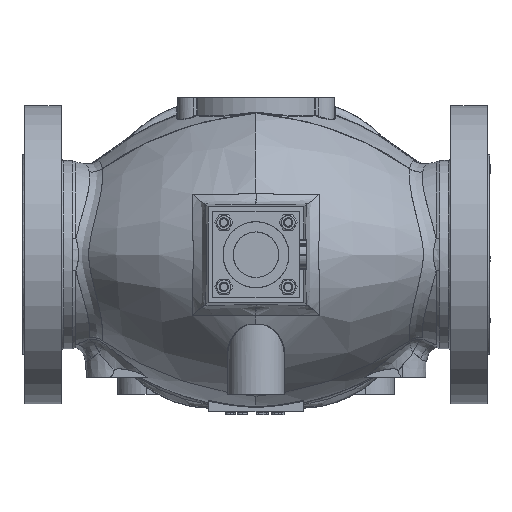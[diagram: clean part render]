
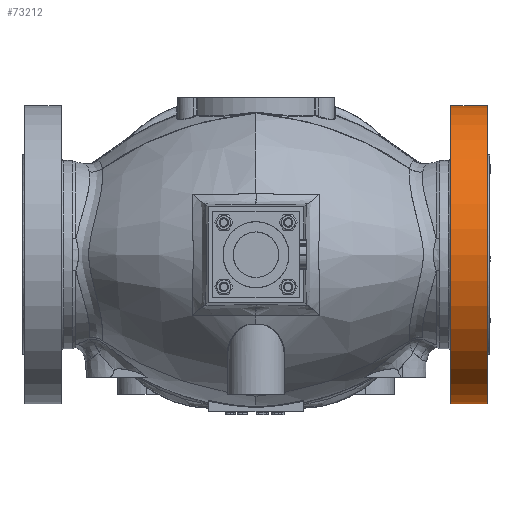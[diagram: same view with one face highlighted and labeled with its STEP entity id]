
A CAD part, front view. The second image highlights one B-rep face of the part: STEP entity #73212.
In plain terms, the highlighted cylindrical face has radius 95 mm (diameter 190 mm), a partial arc.
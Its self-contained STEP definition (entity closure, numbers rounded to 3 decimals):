
#6040 = DIRECTION ( 'NONE',  ( 1., 0., 0. ) ) ;
#8363 = AXIS2_PLACEMENT_3D ( 'NONE', #23302, #36566, #102111 ) ;
#14414 = FACE_OUTER_BOUND ( 'NONE', #36000, .T. ) ;
#15657 = AXIS2_PLACEMENT_3D ( 'NONE', #84839, #6040, #98069 ) ;
#19224 = CIRCLE ( 'NONE', #15657, 95. ) ;
#20398 = CARTESIAN_POINT ( 'NONE',  ( 118.5, 0., 95. ) ) ;
#23302 = CARTESIAN_POINT ( 'NONE',  ( 118.5, 0., 0. ) ) ;
#25953 = CARTESIAN_POINT ( 'NONE',  ( 124., 0., -95. ) ) ;
#29072 = VERTEX_POINT ( 'NONE', #25953 ) ;
#33655 = DIRECTION ( 'NONE',  ( -1., 0., 0. ) ) ;
#35060 = AXIS2_PLACEMENT_3D ( 'NONE', #44758, #136898, #58006 ) ;
#35241 = ORIENTED_EDGE ( 'NONE', *, *, #152039, .T. ) ;
#36000 = EDGE_LOOP ( 'NONE', ( #35241, #80405, #151023, #36526 ) ) ;
#36526 = ORIENTED_EDGE ( 'NONE', *, *, #84895, .T. ) ;
#36566 = DIRECTION ( 'NONE',  ( 1., 0., 0. ) ) ;
#44758 = CARTESIAN_POINT ( 'NONE',  ( 147.4, 0., 0. ) ) ;
#53533 = CYLINDRICAL_SURFACE ( 'NONE', #8363, 95. ) ;
#58006 = DIRECTION ( 'NONE',  ( 0., 0., -1. ) ) ;
#64723 = VERTEX_POINT ( 'NONE', #134443 ) ;
#71600 = VECTOR ( 'NONE', #33655, 1000. ) ;
#73212 = ADVANCED_FACE ( 'NONE', ( #14414 ), #53533, .T. ) ;
#75693 = LINE ( 'NONE', #20398, #71600 ) ;
#75983 = VECTOR ( 'NONE', #161347, 1000. ) ;
#80405 = ORIENTED_EDGE ( 'NONE', *, *, #127273, .T. ) ;
#84839 = CARTESIAN_POINT ( 'NONE',  ( 124., 0., 0. ) ) ;
#84895 = EDGE_CURVE ( 'NONE', #147176, #29072, #19224, .T. ) ;
#98069 = DIRECTION ( 'NONE',  ( 0., 0., -1. ) ) ;
#101445 = VERTEX_POINT ( 'NONE', #122808 ) ;
#102111 = DIRECTION ( 'NONE',  ( 0., 0., -1. ) ) ;
#111016 = LINE ( 'NONE', #148118, #75983 ) ;
#122808 = CARTESIAN_POINT ( 'NONE',  ( 147.4, 0., -95. ) ) ;
#124021 = EDGE_CURVE ( 'NONE', #64723, #147176, #75693, .T. ) ;
#127273 = EDGE_CURVE ( 'NONE', #101445, #64723, #163996, .T. ) ;
#134443 = CARTESIAN_POINT ( 'NONE',  ( 147.4, 0., 95. ) ) ;
#136898 = DIRECTION ( 'NONE',  ( -1., 0., 0. ) ) ;
#147176 = VERTEX_POINT ( 'NONE', #157045 ) ;
#148118 = CARTESIAN_POINT ( 'NONE',  ( 118.5, 0., -95. ) ) ;
#151023 = ORIENTED_EDGE ( 'NONE', *, *, #124021, .T. ) ;
#152039 = EDGE_CURVE ( 'NONE', #29072, #101445, #111016, .T. ) ;
#157045 = CARTESIAN_POINT ( 'NONE',  ( 124., 0., 95. ) ) ;
#161347 = DIRECTION ( 'NONE',  ( 1., 0., 0. ) ) ;
#163996 = CIRCLE ( 'NONE', #35060, 95. ) ;
